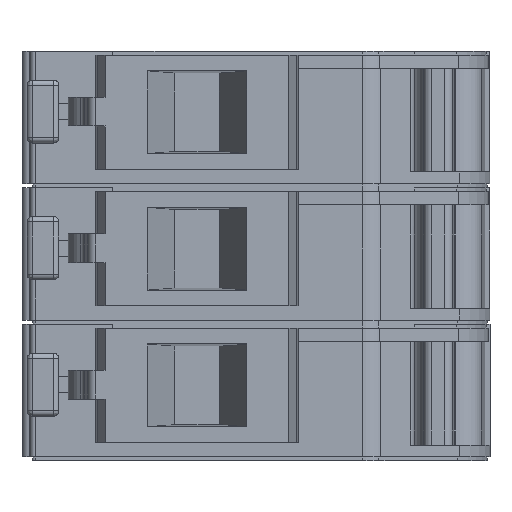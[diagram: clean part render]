
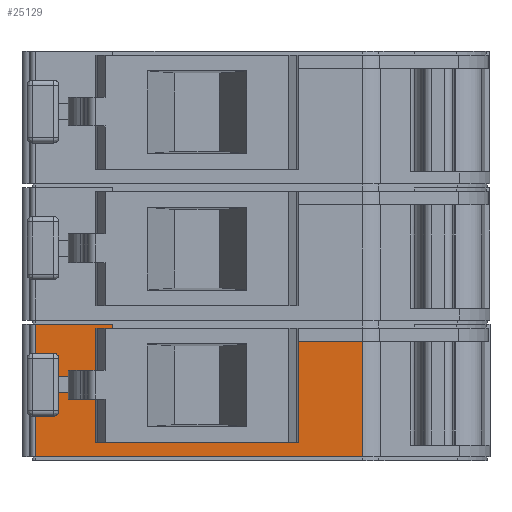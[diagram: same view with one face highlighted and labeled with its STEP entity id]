
A CAD part, front view. The second image highlights one B-rep face of the part: STEP entity #25129.
In plain terms, the highlighted planar face has unit normal (0, -1, 0).
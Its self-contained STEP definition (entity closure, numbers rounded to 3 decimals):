
#47 = LINE ( 'NONE', #21647, #3688 ) ;
#249 = VECTOR ( 'NONE', #24706, 1000. ) ;
#396 = CARTESIAN_POINT ( 'NONE',  ( -12.904, 7.79, -13.244 ) ) ;
#688 = VERTEX_POINT ( 'NONE', #12933 ) ;
#889 = ORIENTED_EDGE ( 'NONE', *, *, #1448, .F. ) ;
#899 = VECTOR ( 'NONE', #20346, 1000. ) ;
#1086 = CARTESIAN_POINT ( 'NONE',  ( -15.346, 7.79, -12.694 ) ) ;
#1170 = EDGE_CURVE ( 'NONE', #6675, #1462, #14982, .T. ) ;
#1392 = ORIENTED_EDGE ( 'NONE', *, *, #21380, .F. ) ;
#1448 = EDGE_CURVE ( 'NONE', #23602, #11710, #10389, .T. ) ;
#1462 = VERTEX_POINT ( 'NONE', #11706 ) ;
#1539 = VECTOR ( 'NONE', #13059, 1000. ) ;
#1912 = ORIENTED_EDGE ( 'NONE', *, *, #15138, .F. ) ;
#2278 = CARTESIAN_POINT ( 'NONE',  ( -15.346, 7.79, -8.244 ) ) ;
#2399 = VECTOR ( 'NONE', #15151, 1000. ) ;
#2601 = CARTESIAN_POINT ( 'NONE',  ( -25.359, 7.79, -13.244 ) ) ;
#3688 = VECTOR ( 'NONE', #4969, 1000. ) ;
#3758 = EDGE_CURVE ( 'NONE', #688, #13606, #7979, .T. ) ;
#4033 = CARTESIAN_POINT ( 'NONE',  ( -23.046, 7.79, -8.344 ) ) ;
#4314 = CARTESIAN_POINT ( 'NONE',  ( -12.904, 7.79, -8.344 ) ) ;
#4434 = EDGE_CURVE ( 'NONE', #1462, #15422, #5846, .T. ) ;
#4969 = DIRECTION ( 'NONE',  ( -1., 0., 0. ) ) ;
#5079 = CARTESIAN_POINT ( 'NONE',  ( -23.046, 7.79, -8.244 ) ) ;
#5103 = CARTESIAN_POINT ( 'NONE',  ( -24.759, 7.79, -11.194 ) ) ;
#5137 = VECTOR ( 'NONE', #23213, 1000. ) ;
#5617 = VECTOR ( 'NONE', #8167, 1000. ) ;
#5846 = LINE ( 'NONE', #17086, #249 ) ;
#6454 = ORIENTED_EDGE ( 'NONE', *, *, #15301, .F. ) ;
#6500 = CARTESIAN_POINT ( 'NONE',  ( -25.359, 7.79, -9.794 ) ) ;
#6545 = EDGE_LOOP ( 'NONE', ( #8979, #17753, #18088, #25878, #19811, #1912, #25398, #26004, #19645, #889, #6454, #1392, #22467, #13239 ) ) ;
#6675 = VERTEX_POINT ( 'NONE', #11451 ) ;
#7109 = CARTESIAN_POINT ( 'NONE',  ( -25.359, 7.79, -8.244 ) ) ;
#7273 = DIRECTION ( 'NONE',  ( 0., 0., -1. ) ) ;
#7285 = DIRECTION ( 'NONE',  ( 1., 0., 0. ) ) ;
#7312 = EDGE_CURVE ( 'NONE', #19243, #20786, #10692, .T. ) ;
#7736 = LINE ( 'NONE', #23808, #22849 ) ;
#7844 = CARTESIAN_POINT ( 'NONE',  ( -12.904, 7.79, -13.244 ) ) ;
#7979 = LINE ( 'NONE', #25260, #2399 ) ;
#8167 = DIRECTION ( 'NONE',  ( 0., 0., -1. ) ) ;
#8427 = LINE ( 'NONE', #396, #1539 ) ;
#8592 = DIRECTION ( 'NONE',  ( 0., 0., 1. ) ) ;
#8893 = VERTEX_POINT ( 'NONE', #16621 ) ;
#8979 = ORIENTED_EDGE ( 'NONE', *, *, #17969, .F. ) ;
#9493 = CARTESIAN_POINT ( 'NONE',  ( -22.396, 7.79, -8.194 ) ) ;
#9540 = CARTESIAN_POINT ( 'NONE',  ( -24.759, 7.79, -9.794 ) ) ;
#10389 = LINE ( 'NONE', #24466, #25807 ) ;
#10692 = LINE ( 'NONE', #4314, #5137 ) ;
#11451 = CARTESIAN_POINT ( 'NONE',  ( -15.346, 7.79, -8.844 ) ) ;
#11706 = CARTESIAN_POINT ( 'NONE',  ( -12.904, 7.79, -8.844 ) ) ;
#11710 = VERTEX_POINT ( 'NONE', #5103 ) ;
#12065 = AXIS2_PLACEMENT_3D ( 'NONE', #20546, #22685, #20732 ) ;
#12479 = PLANE ( 'NONE',  #12065 ) ;
#12849 = LINE ( 'NONE', #20501, #23700 ) ;
#12933 = CARTESIAN_POINT ( 'NONE',  ( -23.046, 7.79, -12.694 ) ) ;
#13059 = DIRECTION ( 'NONE',  ( -1., 0., 0. ) ) ;
#13239 = ORIENTED_EDGE ( 'NONE', *, *, #1170, .F. ) ;
#13564 = LINE ( 'NONE', #2278, #27029 ) ;
#13606 = VERTEX_POINT ( 'NONE', #1086 ) ;
#14278 = CARTESIAN_POINT ( 'NONE',  ( -12.904, 7.79, -8.844 ) ) ;
#14616 = LINE ( 'NONE', #7109, #19510 ) ;
#14982 = LINE ( 'NONE', #14278, #899 ) ;
#15008 = LINE ( 'NONE', #24942, #22238 ) ;
#15138 = EDGE_CURVE ( 'NONE', #8893, #18111, #7736, .T. ) ;
#15151 = DIRECTION ( 'NONE',  ( 1., 0., 0. ) ) ;
#15301 = EDGE_CURVE ( 'NONE', #15754, #23602, #14616, .T. ) ;
#15422 = VERTEX_POINT ( 'NONE', #7844 ) ;
#15696 = DIRECTION ( 'NONE',  ( 0., 0., 1. ) ) ;
#15754 = VERTEX_POINT ( 'NONE', #2601 ) ;
#15925 = VECTOR ( 'NONE', #7273, 1000. ) ;
#16080 = DIRECTION ( 'NONE',  ( 1., 0., 0. ) ) ;
#16472 = DIRECTION ( 'NONE',  ( 0., 0., 1. ) ) ;
#16621 = CARTESIAN_POINT ( 'NONE',  ( -25.359, 7.79, -8.194 ) ) ;
#17086 = CARTESIAN_POINT ( 'NONE',  ( -12.904, 7.79, -8.244 ) ) ;
#17753 = ORIENTED_EDGE ( 'NONE', *, *, #3758, .F. ) ;
#17969 = EDGE_CURVE ( 'NONE', #13606, #6675, #13564, .T. ) ;
#18088 = ORIENTED_EDGE ( 'NONE', *, *, #24849, .F. ) ;
#18111 = VERTEX_POINT ( 'NONE', #9493 ) ;
#18547 = LINE ( 'NONE', #5079, #15925 ) ;
#18576 = EDGE_CURVE ( 'NONE', #20867, #8893, #12849, .T. ) ;
#18759 = EDGE_CURVE ( 'NONE', #22041, #20867, #47, .T. ) ;
#19082 = EDGE_CURVE ( 'NONE', #18111, #19243, #26624, .T. ) ;
#19243 = VERTEX_POINT ( 'NONE', #21253 ) ;
#19510 = VECTOR ( 'NONE', #15696, 1000. ) ;
#19645 = ORIENTED_EDGE ( 'NONE', *, *, #20769, .F. ) ;
#19811 = ORIENTED_EDGE ( 'NONE', *, *, #19082, .F. ) ;
#20346 = DIRECTION ( 'NONE',  ( 1., 0., 0. ) ) ;
#20501 = CARTESIAN_POINT ( 'NONE',  ( -25.359, 7.79, -18.244 ) ) ;
#20546 = CARTESIAN_POINT ( 'NONE',  ( -12.904, 7.79, -8.244 ) ) ;
#20732 = DIRECTION ( 'NONE',  ( -1., 0., 0. ) ) ;
#20769 = EDGE_CURVE ( 'NONE', #11710, #22041, #15008, .T. ) ;
#20786 = VERTEX_POINT ( 'NONE', #4033 ) ;
#20867 = VERTEX_POINT ( 'NONE', #6500 ) ;
#21069 = CARTESIAN_POINT ( 'NONE',  ( -22.396, 7.79, -13.394 ) ) ;
#21253 = CARTESIAN_POINT ( 'NONE',  ( -22.396, 7.79, -8.344 ) ) ;
#21380 = EDGE_CURVE ( 'NONE', #15422, #15754, #8427, .T. ) ;
#21647 = CARTESIAN_POINT ( 'NONE',  ( -12.904, 7.79, -9.794 ) ) ;
#21852 = FACE_OUTER_BOUND ( 'NONE', #6545, .T. ) ;
#22041 = VERTEX_POINT ( 'NONE', #9540 ) ;
#22238 = VECTOR ( 'NONE', #16472, 1000. ) ;
#22467 = ORIENTED_EDGE ( 'NONE', *, *, #4434, .F. ) ;
#22537 = DIRECTION ( 'NONE',  ( 0., 0., 1. ) ) ;
#22685 = DIRECTION ( 'NONE',  ( 0., 1., 0. ) ) ;
#22849 = VECTOR ( 'NONE', #7285, 1000. ) ;
#23213 = DIRECTION ( 'NONE',  ( -1., 0., 0. ) ) ;
#23602 = VERTEX_POINT ( 'NONE', #23913 ) ;
#23700 = VECTOR ( 'NONE', #22537, 1000. ) ;
#23808 = CARTESIAN_POINT ( 'NONE',  ( -25.359, 7.79, -8.194 ) ) ;
#23913 = CARTESIAN_POINT ( 'NONE',  ( -25.359, 7.79, -11.194 ) ) ;
#24466 = CARTESIAN_POINT ( 'NONE',  ( -12.904, 7.79, -11.194 ) ) ;
#24706 = DIRECTION ( 'NONE',  ( 0., 0., -1. ) ) ;
#24849 = EDGE_CURVE ( 'NONE', #20786, #688, #18547, .T. ) ;
#24942 = CARTESIAN_POINT ( 'NONE',  ( -24.759, 7.79, -8.244 ) ) ;
#25129 = ADVANCED_FACE ( 'NONE', ( #21852 ), #12479, .F. ) ;
#25260 = CARTESIAN_POINT ( 'NONE',  ( -12.904, 7.79, -12.694 ) ) ;
#25398 = ORIENTED_EDGE ( 'NONE', *, *, #18576, .F. ) ;
#25807 = VECTOR ( 'NONE', #16080, 1000. ) ;
#25878 = ORIENTED_EDGE ( 'NONE', *, *, #7312, .F. ) ;
#26004 = ORIENTED_EDGE ( 'NONE', *, *, #18759, .F. ) ;
#26624 = LINE ( 'NONE', #21069, #5617 ) ;
#27029 = VECTOR ( 'NONE', #8592, 1000. ) ;
